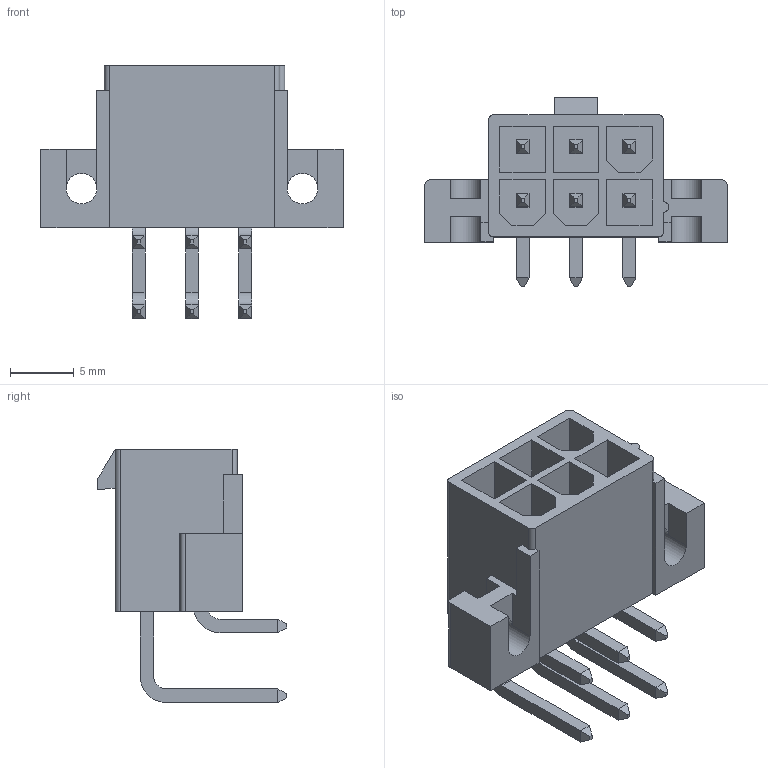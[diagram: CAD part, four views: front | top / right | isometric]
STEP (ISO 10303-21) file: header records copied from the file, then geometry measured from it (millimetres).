
FILE_DESCRIPTION((''),'2;1');
FILE_NAME('039291068','2019-12-25T',('gga'),(''),'PRO/ENGINEER BY PARAMETRIC TECHNOLOGY CORPORATION, 2016010','PRO/ENGINEER BY PARAMETRIC TECHNOLOGY CORPORATION, 2016010','');
FILE_SCHEMA(('CONFIG_CONTROL_DESIGN'));
Length unit declared in the file: millimetre
Products named in the file (1): 039291068
Bounding box: 23.8 x 14.9 x 19.93 mm (x, y, z)
Volume: 1363.8 mm3; surface area: 2344.5 mm2
Topology: 1 solids, 1 shells, 211 faces, 543 edges, 350 vertices
Faces by surface type: plane 188, cylinder 23
Entity records: 6290 total; most frequent: CARTESIAN_POINT 1085, ORIENTED_EDGE 1050, DIRECTION 1029, EDGE_CURVE 525, VECTOR 481, LINE 481, VERTEX_POINT 330, AXIS2_PLACEMENT_3D 274
